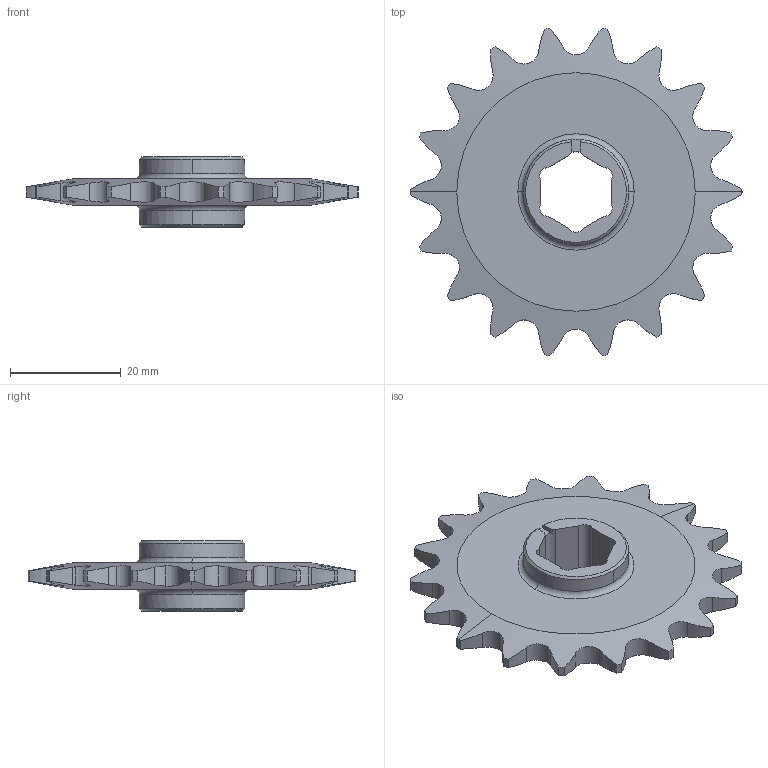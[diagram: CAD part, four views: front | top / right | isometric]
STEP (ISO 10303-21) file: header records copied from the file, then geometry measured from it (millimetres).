
FILE_DESCRIPTION (( 'STEP AP203' ), '1' );
FILE_NAME ('REV-21-3711.STEP', '2024-09-17T14:35:11', ( '' ), ( '' ), 'SwSTEP 2.0', 'SolidWorks 2022', '' );
FILE_SCHEMA (( 'CONFIG_CONTROL_DESIGN' ));
Length unit declared in the file: millimetre
Products named in the file (1): REV-21-3711
Bounding box: 60.06 x 59.32 x 12.7 mm (x, y, z)
Volume: 10450.4 mm3; surface area: 6044.1 mm2
Topology: 1 solids, 1 shells, 124 faces, 363 edges, 241 vertices
Faces by surface type: cylinder 97, plane 16, cone 7, torus 4
Entity records: 4899 total; most frequent: CARTESIAN_POINT 1681, ORIENTED_EDGE 726, DIRECTION 584, EDGE_CURVE 363, VERTEX_POINT 241, AXIS2_PLACEMENT_3D 224, LINE 136, VECTOR 136
